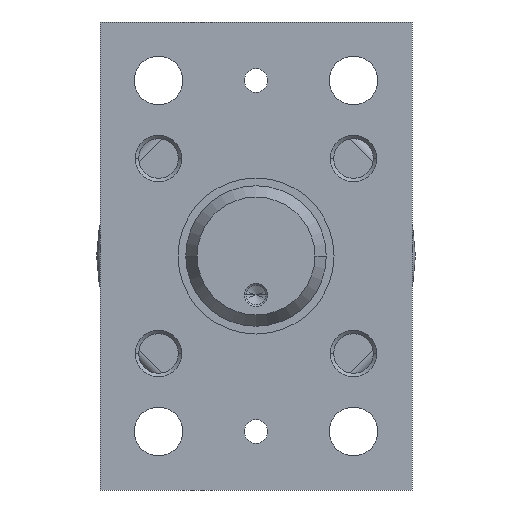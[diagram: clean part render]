
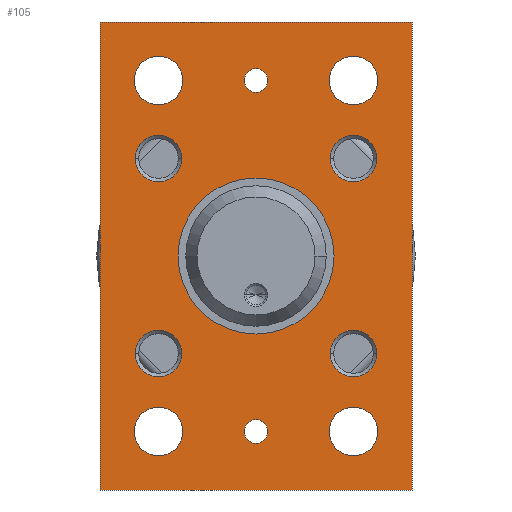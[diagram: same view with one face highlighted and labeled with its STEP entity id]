
A CAD part, left-side view. The second image highlights one B-rep face of the part: STEP entity #105.
In plain terms, the highlighted planar face has unit normal (-1, 0, 0).
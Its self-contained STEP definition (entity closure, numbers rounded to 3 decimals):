
#105=ADVANCED_FACE('',(#269,#270,#271,#272,#273,#274,#275,#276,#277,#278,#279,#280),#281,.F.);
#269=FACE_BOUND('',#483,.T.);
#270=FACE_BOUND('',#484,.T.);
#271=FACE_BOUND('',#485,.T.);
#272=FACE_BOUND('',#486,.T.);
#273=FACE_BOUND('',#487,.T.);
#274=FACE_BOUND('',#488,.T.);
#275=FACE_BOUND('',#489,.T.);
#276=FACE_BOUND('',#490,.T.);
#277=FACE_BOUND('',#491,.T.);
#278=FACE_BOUND('',#492,.T.);
#279=FACE_BOUND('',#493,.T.);
#280=FACE_OUTER_BOUND('',#494,.T.);
#281=PLANE('',#495);
#483=EDGE_LOOP('',(#1008,#1009));
#484=EDGE_LOOP('',(#1010,#1011));
#485=EDGE_LOOP('',(#1012,#1013));
#486=EDGE_LOOP('',(#1014,#1015));
#487=EDGE_LOOP('',(#1016,#1017));
#488=EDGE_LOOP('',(#1018,#1019));
#489=EDGE_LOOP('',(#1020,#1021));
#490=EDGE_LOOP('',(#1022,#1023));
#491=EDGE_LOOP('',(#1024,#1025));
#492=EDGE_LOOP('',(#1026,#1027));
#493=EDGE_LOOP('',(#1028,#1029));
#494=EDGE_LOOP('',(#1030,#1031,#1032,#1033));
#495=AXIS2_PLACEMENT_3D('',#1034,#1035,#1036);
#1008=ORIENTED_EDGE('',*,*,#1388,.T.);
#1009=ORIENTED_EDGE('',*,*,#1437,.T.);
#1010=ORIENTED_EDGE('',*,*,#1377,.T.);
#1011=ORIENTED_EDGE('',*,*,#1439,.T.);
#1012=ORIENTED_EDGE('',*,*,#1366,.T.);
#1013=ORIENTED_EDGE('',*,*,#1441,.T.);
#1014=ORIENTED_EDGE('',*,*,#1355,.T.);
#1015=ORIENTED_EDGE('',*,*,#1443,.T.);
#1016=ORIENTED_EDGE('',*,*,#1445,.T.);
#1017=ORIENTED_EDGE('',*,*,#1348,.T.);
#1018=ORIENTED_EDGE('',*,*,#1446,.T.);
#1019=ORIENTED_EDGE('',*,*,#1344,.T.);
#1020=ORIENTED_EDGE('',*,*,#1447,.T.);
#1021=ORIENTED_EDGE('',*,*,#1340,.T.);
#1022=ORIENTED_EDGE('',*,*,#1448,.T.);
#1023=ORIENTED_EDGE('',*,*,#1336,.T.);
#1024=ORIENTED_EDGE('',*,*,#1449,.T.);
#1025=ORIENTED_EDGE('',*,*,#1332,.T.);
#1026=ORIENTED_EDGE('',*,*,#1450,.T.);
#1027=ORIENTED_EDGE('',*,*,#1328,.T.);
#1028=ORIENTED_EDGE('',*,*,#1420,.T.);
#1029=ORIENTED_EDGE('',*,*,#1397,.T.);
#1030=ORIENTED_EDGE('',*,*,#1451,.T.);
#1031=ORIENTED_EDGE('',*,*,#1452,.T.);
#1032=ORIENTED_EDGE('',*,*,#1453,.T.);
#1033=ORIENTED_EDGE('',*,*,#1454,.T.);
#1034=CARTESIAN_POINT('',(-15.0,0.0,0.0));
#1035=DIRECTION('',(1.0,0.0,0.));
#1036=DIRECTION('',(0.,0.0,-1.0));
#1328=EDGE_CURVE('',#1584,#1588,#1590,.T.);
#1332=EDGE_CURVE('',#1592,#1596,#1598,.T.);
#1336=EDGE_CURVE('',#1600,#1604,#1606,.T.);
#1340=EDGE_CURVE('',#1608,#1612,#1614,.T.);
#1344=EDGE_CURVE('',#1616,#1620,#1622,.T.);
#1348=EDGE_CURVE('',#1624,#1628,#1630,.T.);
#1355=EDGE_CURVE('',#1639,#1641,#1643,.T.);
#1366=EDGE_CURVE('',#1658,#1660,#1662,.T.);
#1377=EDGE_CURVE('',#1677,#1679,#1681,.T.);
#1388=EDGE_CURVE('',#1696,#1698,#1700,.T.);
#1397=EDGE_CURVE('',#1708,#1714,#1716,.T.);
#1420=EDGE_CURVE('',#1714,#1708,#1752,.T.);
#1437=EDGE_CURVE('',#1698,#1696,#1773,.T.);
#1439=EDGE_CURVE('',#1679,#1677,#1775,.T.);
#1441=EDGE_CURVE('',#1660,#1658,#1777,.T.);
#1443=EDGE_CURVE('',#1641,#1639,#1779,.T.);
#1445=EDGE_CURVE('',#1628,#1624,#1781,.T.);
#1446=EDGE_CURVE('',#1620,#1616,#1782,.T.);
#1447=EDGE_CURVE('',#1612,#1608,#1783,.T.);
#1448=EDGE_CURVE('',#1604,#1600,#1784,.T.);
#1449=EDGE_CURVE('',#1596,#1592,#1785,.T.);
#1450=EDGE_CURVE('',#1588,#1584,#1786,.T.);
#1451=EDGE_CURVE('',#1787,#1788,#1789,.T.);
#1452=EDGE_CURVE('',#1788,#1790,#1791,.T.);
#1453=EDGE_CURVE('',#1790,#1792,#1793,.T.);
#1454=EDGE_CURVE('',#1792,#1787,#1794,.T.);
#1584=VERTEX_POINT('',#1960);
#1588=VERTEX_POINT('',#1965);
#1590=CIRCLE('',#1968,6.25);
#1592=VERTEX_POINT('',#1970);
#1596=VERTEX_POINT('',#1975);
#1598=CIRCLE('',#1978,6.25);
#1600=VERTEX_POINT('',#1980);
#1604=VERTEX_POINT('',#1985);
#1606=CIRCLE('',#1988,6.25);
#1608=VERTEX_POINT('',#1990);
#1612=VERTEX_POINT('',#1995);
#1614=CIRCLE('',#1998,6.25);
#1616=VERTEX_POINT('',#2000);
#1620=VERTEX_POINT('',#2005);
#1622=CIRCLE('',#2008,3.0);
#1624=VERTEX_POINT('',#2010);
#1628=VERTEX_POINT('',#2015);
#1630=CIRCLE('',#2018,3.0);
#1639=VERTEX_POINT('',#2029);
#1641=VERTEX_POINT('',#2032);
#1643=CIRCLE('',#2035,6.0);
#1658=VERTEX_POINT('',#2054);
#1660=VERTEX_POINT('',#2057);
#1662=CIRCLE('',#2060,6.0);
#1677=VERTEX_POINT('',#2079);
#1679=VERTEX_POINT('',#2082);
#1681=CIRCLE('',#2085,6.0);
#1696=VERTEX_POINT('',#2104);
#1698=VERTEX_POINT('',#2107);
#1700=CIRCLE('',#2110,6.0);
#1708=VERTEX_POINT('',#2120);
#1714=VERTEX_POINT('',#2127);
#1716=CIRCLE('',#2130,20.0);
#1752=CIRCLE('',#2176,20.0);
#1773=CIRCLE('',#2201,6.0);
#1775=CIRCLE('',#2203,6.0);
#1777=CIRCLE('',#2205,6.0);
#1779=CIRCLE('',#2207,6.0);
#1781=CIRCLE('',#2209,3.0);
#1782=CIRCLE('',#2210,3.0);
#1783=CIRCLE('',#2211,6.25);
#1784=CIRCLE('',#2212,6.25);
#1785=CIRCLE('',#2213,6.25);
#1786=CIRCLE('',#2214,6.25);
#1787=VERTEX_POINT('',#2215);
#1788=VERTEX_POINT('',#2216);
#1789=LINE('',#2217,#2218);
#1790=VERTEX_POINT('',#2219);
#1791=LINE('',#2220,#2221);
#1792=VERTEX_POINT('',#2222);
#1793=LINE('',#2223,#2224);
#1794=LINE('',#2225,#2226);
#1960=CARTESIAN_POINT('',(-15.0,-25.0,38.75));
#1965=CARTESIAN_POINT('',(-15.0,-25.0,51.25));
#1968=AXIS2_PLACEMENT_3D('',#2580,#2581,#2582);
#1970=CARTESIAN_POINT('',(-15.0,25.0,38.75));
#1975=CARTESIAN_POINT('',(-15.0,25.0,51.25));
#1978=AXIS2_PLACEMENT_3D('',#2588,#2589,#2590);
#1980=CARTESIAN_POINT('',(-15.0,-25.0,-51.25));
#1985=CARTESIAN_POINT('',(-15.0,-25.0,-38.75));
#1988=AXIS2_PLACEMENT_3D('',#2596,#2597,#2598);
#1990=CARTESIAN_POINT('',(-15.0,25.0,-51.25));
#1995=CARTESIAN_POINT('',(-15.0,25.0,-38.75));
#1998=AXIS2_PLACEMENT_3D('',#2604,#2605,#2606);
#2000=CARTESIAN_POINT('',(-15.0,0.,42.0));
#2005=CARTESIAN_POINT('',(-15.0,0.,48.0));
#2008=AXIS2_PLACEMENT_3D('',#2612,#2613,#2614);
#2010=CARTESIAN_POINT('',(-15.0,0.,-48.0));
#2015=CARTESIAN_POINT('',(-15.0,0.,-42.0));
#2018=AXIS2_PLACEMENT_3D('',#2620,#2621,#2622);
#2029=CARTESIAN_POINT('',(-15.0,-19.0,25.0));
#2032=CARTESIAN_POINT('',(-15.0,-31.0,25.0));
#2035=AXIS2_PLACEMENT_3D('',#2633,#2634,#2635);
#2054=CARTESIAN_POINT('',(-15.0,31.0,25.0));
#2057=CARTESIAN_POINT('',(-15.0,19.0,25.0));
#2060=AXIS2_PLACEMENT_3D('',#2654,#2655,#2656);
#2079=CARTESIAN_POINT('',(-15.0,-19.0,-25.0));
#2082=CARTESIAN_POINT('',(-15.0,-31.0,-25.0));
#2085=AXIS2_PLACEMENT_3D('',#2675,#2676,#2677);
#2104=CARTESIAN_POINT('',(-15.0,31.0,-25.0));
#2107=CARTESIAN_POINT('',(-15.0,19.0,-25.0));
#2110=AXIS2_PLACEMENT_3D('',#2696,#2697,#2698);
#2120=CARTESIAN_POINT('',(-15.0,0.,-20.0));
#2127=CARTESIAN_POINT('',(-15.0,0.,20.0));
#2130=AXIS2_PLACEMENT_3D('',#2715,#2716,#2717);
#2176=AXIS2_PLACEMENT_3D('',#2764,#2765,#2766);
#2201=AXIS2_PLACEMENT_3D('',#2807,#2808,#2809);
#2203=AXIS2_PLACEMENT_3D('',#2813,#2814,#2815);
#2205=AXIS2_PLACEMENT_3D('',#2819,#2820,#2821);
#2207=AXIS2_PLACEMENT_3D('',#2825,#2826,#2827);
#2209=AXIS2_PLACEMENT_3D('',#2831,#2832,#2833);
#2210=AXIS2_PLACEMENT_3D('',#2834,#2835,#2836);
#2211=AXIS2_PLACEMENT_3D('',#2837,#2838,#2839);
#2212=AXIS2_PLACEMENT_3D('',#2840,#2841,#2842);
#2213=AXIS2_PLACEMENT_3D('',#2843,#2844,#2845);
#2214=AXIS2_PLACEMENT_3D('',#2846,#2847,#2848);
#2215=CARTESIAN_POINT('',(-15.0,40.0,-60.0));
#2216=CARTESIAN_POINT('',(-15.0,-40.0,-60.0));
#2217=CARTESIAN_POINT('',(-15.0,0.0,-60.0));
#2218=VECTOR('',#2849,1.0);
#2219=CARTESIAN_POINT('',(-15.0,-40.0,60.0));
#2220=CARTESIAN_POINT('',(-15.0,-40.0,0.0));
#2221=VECTOR('',#2850,1.0);
#2222=CARTESIAN_POINT('',(-15.0,40.0,60.0));
#2223=CARTESIAN_POINT('',(-15.0,0.0,60.0));
#2224=VECTOR('',#2851,1.0);
#2225=CARTESIAN_POINT('',(-15.0,40.0,0.0));
#2226=VECTOR('',#2852,1.0);
#2580=CARTESIAN_POINT('',(-15.0,-25.0,45.0));
#2581=DIRECTION('',(1.0,0.0,0.));
#2582=DIRECTION('',(0.,0.0,-1.0));
#2588=CARTESIAN_POINT('',(-15.0,25.0,45.0));
#2589=DIRECTION('',(1.0,0.0,0.));
#2590=DIRECTION('',(0.,0.0,-1.0));
#2596=CARTESIAN_POINT('',(-15.0,-25.0,-45.0));
#2597=DIRECTION('',(1.0,0.0,0.));
#2598=DIRECTION('',(0.,0.0,-1.0));
#2604=CARTESIAN_POINT('',(-15.0,25.0,-45.0));
#2605=DIRECTION('',(1.0,0.0,0.));
#2606=DIRECTION('',(0.,0.0,-1.0));
#2612=CARTESIAN_POINT('',(-15.0,0.0,45.0));
#2613=DIRECTION('',(1.0,0.0,0.));
#2614=DIRECTION('',(0.,0.0,-1.0));
#2620=CARTESIAN_POINT('',(-15.0,0.0,-45.0));
#2621=DIRECTION('',(1.0,0.0,0.));
#2622=DIRECTION('',(0.,0.0,-1.0));
#2633=CARTESIAN_POINT('',(-15.0,-25.0,25.0));
#2634=DIRECTION('',(1.0,-0.0,0.));
#2635=DIRECTION('',(0.0,1.0,0.0));
#2654=CARTESIAN_POINT('',(-15.0,25.0,25.0));
#2655=DIRECTION('',(1.0,-0.0,0.));
#2656=DIRECTION('',(0.0,1.0,0.0));
#2675=CARTESIAN_POINT('',(-15.0,-25.0,-25.0));
#2676=DIRECTION('',(1.0,-0.0,0.));
#2677=DIRECTION('',(0.0,1.0,0.0));
#2696=CARTESIAN_POINT('',(-15.0,25.0,-25.0));
#2697=DIRECTION('',(1.0,-0.0,0.));
#2698=DIRECTION('',(0.0,1.0,0.0));
#2715=CARTESIAN_POINT('',(-15.0,0.0,0.0));
#2716=DIRECTION('',(1.0,0.0,0.));
#2717=DIRECTION('',(0.,0.0,-1.0));
#2764=CARTESIAN_POINT('',(-15.0,0.0,0.0));
#2765=DIRECTION('',(1.0,0.0,0.));
#2766=DIRECTION('',(0.,0.0,-1.0));
#2807=CARTESIAN_POINT('',(-15.0,25.0,-25.0));
#2808=DIRECTION('',(1.0,-0.0,0.));
#2809=DIRECTION('',(0.0,1.0,0.0));
#2813=CARTESIAN_POINT('',(-15.0,-25.0,-25.0));
#2814=DIRECTION('',(1.0,-0.0,0.));
#2815=DIRECTION('',(0.0,1.0,0.0));
#2819=CARTESIAN_POINT('',(-15.0,25.0,25.0));
#2820=DIRECTION('',(1.0,-0.0,0.));
#2821=DIRECTION('',(0.0,1.0,0.0));
#2825=CARTESIAN_POINT('',(-15.0,-25.0,25.0));
#2826=DIRECTION('',(1.0,-0.0,0.));
#2827=DIRECTION('',(0.0,1.0,0.0));
#2831=CARTESIAN_POINT('',(-15.0,0.0,-45.0));
#2832=DIRECTION('',(1.0,0.0,0.));
#2833=DIRECTION('',(0.,0.0,-1.0));
#2834=CARTESIAN_POINT('',(-15.0,0.0,45.0));
#2835=DIRECTION('',(1.0,0.0,0.));
#2836=DIRECTION('',(0.,0.0,-1.0));
#2837=CARTESIAN_POINT('',(-15.0,25.0,-45.0));
#2838=DIRECTION('',(1.0,0.0,0.));
#2839=DIRECTION('',(0.,0.0,-1.0));
#2840=CARTESIAN_POINT('',(-15.0,-25.0,-45.0));
#2841=DIRECTION('',(1.0,0.0,0.));
#2842=DIRECTION('',(0.,0.0,-1.0));
#2843=CARTESIAN_POINT('',(-15.0,25.0,45.0));
#2844=DIRECTION('',(1.0,0.0,0.));
#2845=DIRECTION('',(0.,0.0,-1.0));
#2846=CARTESIAN_POINT('',(-15.0,-25.0,45.0));
#2847=DIRECTION('',(1.0,0.0,0.));
#2848=DIRECTION('',(0.,0.0,-1.0));
#2849=DIRECTION('',(0.0,-1.0,0.0));
#2850=DIRECTION('',(0.,0.0,1.0));
#2851=DIRECTION('',(0.0,1.0,0.0));
#2852=DIRECTION('',(0.,0.0,-1.0));
